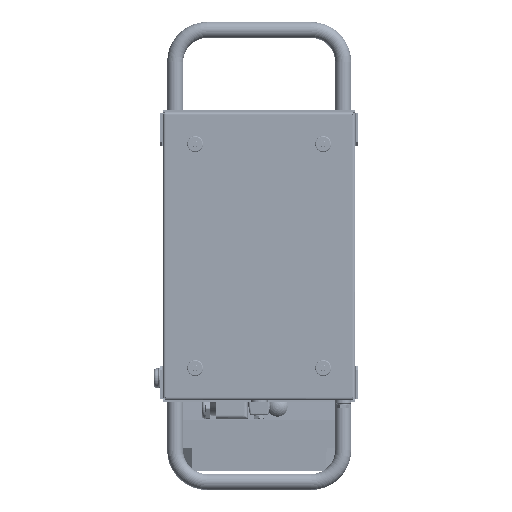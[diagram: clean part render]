
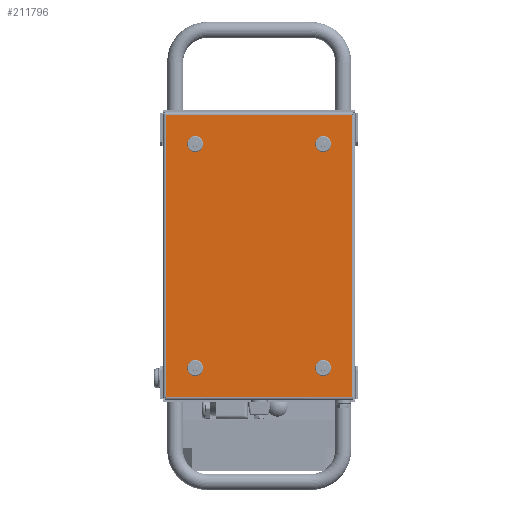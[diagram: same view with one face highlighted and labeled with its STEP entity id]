
A CAD part, front view. The second image highlights one B-rep face of the part: STEP entity #211796.
In plain terms, the highlighted planar face has unit normal (0, -1, 0).
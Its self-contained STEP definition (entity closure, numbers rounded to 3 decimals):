
#7075=DIRECTION('',(1.,0.,0.));
#7076=VECTOR('',#7075,11.666);
#7077=CARTESIAN_POINT('',(0.042,-7.06,-0.042));
#7078=LINE('',#7077,#7076);
#7079=DIRECTION('',(0.,0.,1.));
#7080=VECTOR('',#7079,17.666);
#7081=CARTESIAN_POINT('',(11.708,-7.06,-17.708));
#7082=LINE('',#7081,#7080);
#7083=DIRECTION('',(-1.,0.,0.));
#7084=VECTOR('',#7083,11.666);
#7085=CARTESIAN_POINT('',(11.708,-7.06,-17.708));
#7086=LINE('',#7085,#7084);
#7087=DIRECTION('',(0.,0.,1.));
#7088=VECTOR('',#7087,17.666);
#7089=CARTESIAN_POINT('',(0.042,-7.06,-17.708));
#7090=LINE('',#7089,#7088);
#7091=CARTESIAN_POINT('',(9.875,-7.06,-15.875));
#7092=DIRECTION('',(0.,-1.,0.));
#7093=DIRECTION('',(0.,0.,1.));
#7094=AXIS2_PLACEMENT_3D('',#7091,#7092,#7093);
#7096=CARTESIAN_POINT('',(9.875,-7.06,-15.875));
#7097=DIRECTION('',(0.,-1.,0.));
#7098=DIRECTION('',(0.,0.,-1.));
#7099=AXIS2_PLACEMENT_3D('',#7096,#7097,#7098);
#7101=CARTESIAN_POINT('',(1.875,-7.06,-15.875));
#7102=DIRECTION('',(0.,-1.,0.));
#7103=DIRECTION('',(0.,0.,1.));
#7104=AXIS2_PLACEMENT_3D('',#7101,#7102,#7103);
#7106=CARTESIAN_POINT('',(1.875,-7.06,-15.875));
#7107=DIRECTION('',(0.,-1.,0.));
#7108=DIRECTION('',(0.,0.,-1.));
#7109=AXIS2_PLACEMENT_3D('',#7106,#7107,#7108);
#7111=CARTESIAN_POINT('',(9.875,-7.06,-1.875));
#7112=DIRECTION('',(0.,-1.,0.));
#7113=DIRECTION('',(0.,0.,1.));
#7114=AXIS2_PLACEMENT_3D('',#7111,#7112,#7113);
#7116=CARTESIAN_POINT('',(9.875,-7.06,-1.875));
#7117=DIRECTION('',(0.,-1.,0.));
#7118=DIRECTION('',(0.,0.,-1.));
#7119=AXIS2_PLACEMENT_3D('',#7116,#7117,#7118);
#7121=CARTESIAN_POINT('',(1.875,-7.06,-1.875));
#7122=DIRECTION('',(0.,-1.,0.));
#7123=DIRECTION('',(0.,0.,1.));
#7124=AXIS2_PLACEMENT_3D('',#7121,#7122,#7123);
#7126=CARTESIAN_POINT('',(1.875,-7.06,-1.875));
#7127=DIRECTION('',(0.,-1.,0.));
#7128=DIRECTION('',(0.,0.,-1.));
#7129=AXIS2_PLACEMENT_3D('',#7126,#7127,#7128);
#182156=CARTESIAN_POINT('',(0.042,-7.06,-0.042));
#182157=CARTESIAN_POINT('',(11.708,-7.06,-0.042));
#182158=VERTEX_POINT('',#182156);
#182159=VERTEX_POINT('',#182157);
#182160=CARTESIAN_POINT('',(11.708,-7.06,-17.708));
#182161=VERTEX_POINT('',#182160);
#182162=CARTESIAN_POINT('',(0.042,-7.06,-17.708));
#182163=VERTEX_POINT('',#182162);
#182500=CARTESIAN_POINT('',(9.875,-7.06,-15.375));
#182501=CARTESIAN_POINT('',(9.875,-7.06,-16.375));
#182502=VERTEX_POINT('',#182500);
#182503=VERTEX_POINT('',#182501);
#182528=CARTESIAN_POINT('',(1.875,-7.06,-15.375));
#182529=CARTESIAN_POINT('',(1.875,-7.06,-16.375));
#182530=VERTEX_POINT('',#182528);
#182531=VERTEX_POINT('',#182529);
#182556=CARTESIAN_POINT('',(9.875,-7.06,-1.375));
#182557=CARTESIAN_POINT('',(9.875,-7.06,-2.375));
#182558=VERTEX_POINT('',#182556);
#182559=VERTEX_POINT('',#182557);
#182584=CARTESIAN_POINT('',(1.875,-7.06,-1.375));
#182585=CARTESIAN_POINT('',(1.875,-7.06,-2.375));
#182586=VERTEX_POINT('',#182584);
#182587=VERTEX_POINT('',#182585);
#211761=CARTESIAN_POINT('',(11.875,-7.06,-17.875));
#211762=DIRECTION('',(0.,-1.,0.));
#211763=DIRECTION('',(-1.,0.,0.));
#211764=AXIS2_PLACEMENT_3D('',#211761,#211762,#211763);
#211765=PLANE('',#211764);
#211766=ORIENTED_EDGE('',*,*,#211314,.T.);
#211767=ORIENTED_EDGE('',*,*,#211098,.F.);
#211768=ORIENTED_EDGE('',*,*,#211745,.T.);
#211769=ORIENTED_EDGE('',*,*,#211531,.T.);
#211770=EDGE_LOOP('',(#211766,#211767,#211768,#211769));
#211771=FACE_OUTER_BOUND('',#211770,.F.);
#211773=ORIENTED_EDGE('',*,*,#211772,.T.);
#211775=ORIENTED_EDGE('',*,*,#211774,.T.);
#211776=EDGE_LOOP('',(#211773,#211775));
#211777=FACE_BOUND('',#211776,.F.);
#211779=ORIENTED_EDGE('',*,*,#211778,.T.);
#211781=ORIENTED_EDGE('',*,*,#211780,.T.);
#211782=EDGE_LOOP('',(#211779,#211781));
#211783=FACE_BOUND('',#211782,.F.);
#211785=ORIENTED_EDGE('',*,*,#211784,.T.);
#211787=ORIENTED_EDGE('',*,*,#211786,.T.);
#211788=EDGE_LOOP('',(#211785,#211787));
#211789=FACE_BOUND('',#211788,.F.);
#211791=ORIENTED_EDGE('',*,*,#211790,.T.);
#211793=ORIENTED_EDGE('',*,*,#211792,.T.);
#211794=EDGE_LOOP('',(#211791,#211793));
#211795=FACE_BOUND('',#211794,.F.);
#7095=CIRCLE('',#7094,0.5);
#7100=CIRCLE('',#7099,0.5);
#7105=CIRCLE('',#7104,0.5);
#7110=CIRCLE('',#7109,0.5);
#7115=CIRCLE('',#7114,0.5);
#7120=CIRCLE('',#7119,0.5);
#7125=CIRCLE('',#7124,0.5);
#7130=CIRCLE('',#7129,0.5);
#211098=EDGE_CURVE('',#182161,#182159,#7082,.T.);
#211314=EDGE_CURVE('',#182158,#182159,#7078,.T.);
#211531=EDGE_CURVE('',#182163,#182158,#7090,.T.);
#211745=EDGE_CURVE('',#182161,#182163,#7086,.T.);
#211772=EDGE_CURVE('',#182502,#182503,#7095,.T.);
#211774=EDGE_CURVE('',#182503,#182502,#7100,.T.);
#211778=EDGE_CURVE('',#182530,#182531,#7105,.T.);
#211780=EDGE_CURVE('',#182531,#182530,#7110,.T.);
#211784=EDGE_CURVE('',#182558,#182559,#7115,.T.);
#211786=EDGE_CURVE('',#182559,#182558,#7120,.T.);
#211790=EDGE_CURVE('',#182586,#182587,#7125,.T.);
#211792=EDGE_CURVE('',#182587,#182586,#7130,.T.);
#211796=ADVANCED_FACE('',(#211771,#211777,#211783,#211789,#211795),#211765,.T.);
